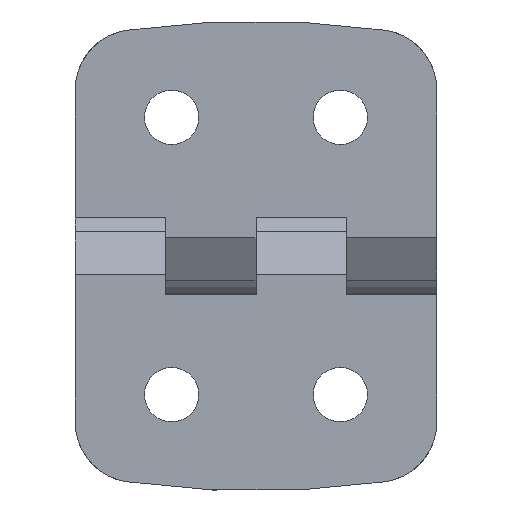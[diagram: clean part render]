
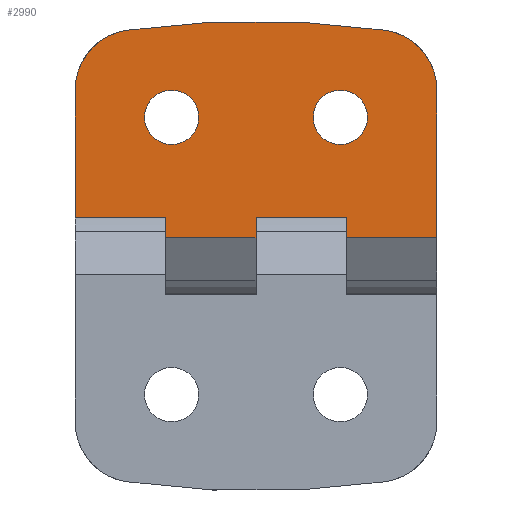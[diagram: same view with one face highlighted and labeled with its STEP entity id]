
A CAD part, left-side view. The second image highlights one B-rep face of the part: STEP entity #2990.
In plain terms, the highlighted planar face has unit normal (-1, 0, 0).
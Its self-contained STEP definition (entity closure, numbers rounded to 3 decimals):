
#1561=CIRCLE('',#2840,5.);
#1562=CIRCLE('',#2841,75.);
#1563=CIRCLE('',#2842,5.);
#1564=CIRCLE('',#2843,2.25);
#1565=CIRCLE('',#2844,2.25);
#1609=ORIENTED_EDGE('',*,*,#2175,.F.);
#1610=ORIENTED_EDGE('',*,*,#2176,.T.);
#1611=ORIENTED_EDGE('',*,*,#2177,.F.);
#1612=ORIENTED_EDGE('',*,*,#2178,.F.);
#1613=ORIENTED_EDGE('',*,*,#2179,.F.);
#1614=ORIENTED_EDGE('',*,*,#2180,.T.);
#1615=ORIENTED_EDGE('',*,*,#2181,.F.);
#1616=ORIENTED_EDGE('',*,*,#2182,.F.);
#1617=ORIENTED_EDGE('',*,*,#2183,.F.);
#1618=ORIENTED_EDGE('',*,*,#2184,.F.);
#1619=ORIENTED_EDGE('',*,*,#2185,.F.);
#1620=ORIENTED_EDGE('',*,*,#2186,.F.);
#1621=ORIENTED_EDGE('',*,*,#2187,.F.);
#1622=ORIENTED_EDGE('',*,*,#2188,.F.);
#1901=VECTOR('',#2515,1.);
#1902=VECTOR('',#2516,1.);
#1903=VECTOR('',#2523,1.);
#1904=VECTOR('',#2524,1.);
#1905=VECTOR('',#2525,1.);
#1906=VECTOR('',#2526,1.);
#1907=VECTOR('',#2527,1.);
#1908=VECTOR('',#2528,1.);
#1909=VECTOR('',#2529,1.);
#1985=LINE('',#3065,#1901);
#1986=LINE('',#3067,#1902);
#1987=LINE('',#3075,#1903);
#1988=LINE('',#3077,#1904);
#1989=LINE('',#3079,#1905);
#1990=LINE('',#3081,#1906);
#1991=LINE('',#3083,#1907);
#1992=LINE('',#3085,#1908);
#1993=LINE('',#3086,#1909);
#2069=VERTEX_POINT('',#3063);
#2070=VERTEX_POINT('',#3064);
#2071=VERTEX_POINT('',#3066);
#2072=VERTEX_POINT('',#3068);
#2073=VERTEX_POINT('',#3070);
#2074=VERTEX_POINT('',#3072);
#2075=VERTEX_POINT('',#3074);
#2076=VERTEX_POINT('',#3076);
#2077=VERTEX_POINT('',#3078);
#2078=VERTEX_POINT('',#3080);
#2079=VERTEX_POINT('',#3082);
#2080=VERTEX_POINT('',#3084);
#2081=VERTEX_POINT('',#3087);
#2082=VERTEX_POINT('',#3089);
#2175=EDGE_CURVE('',#2069,#2070,#1985,.T.);
#2176=EDGE_CURVE('',#2069,#2071,#1986,.T.);
#2177=EDGE_CURVE('',#2072,#2071,#1561,.T.);
#2178=EDGE_CURVE('',#2073,#2072,#1562,.T.);
#2179=EDGE_CURVE('',#2074,#2073,#1563,.T.);
#2180=EDGE_CURVE('',#2074,#2075,#1987,.T.);
#2181=EDGE_CURVE('',#2076,#2075,#1988,.T.);
#2182=EDGE_CURVE('',#2077,#2076,#1989,.T.);
#2183=EDGE_CURVE('',#2078,#2077,#1990,.T.);
#2184=EDGE_CURVE('',#2079,#2078,#1991,.T.);
#2185=EDGE_CURVE('',#2080,#2079,#1992,.T.);
#2186=EDGE_CURVE('',#2070,#2080,#1993,.T.);
#2187=EDGE_CURVE('',#2081,#2081,#1564,.T.);
#2188=EDGE_CURVE('',#2082,#2082,#1565,.T.);
#2321=EDGE_LOOP('',(#1609,#1610,#1611,#1612,#1613,#1614,#1615,#1616,#1617,
#1618,#1619,#1620));
#2322=EDGE_LOOP('',(#1621));
#2323=EDGE_LOOP('',(#1622));
#2417=FACE_BOUND('',#2321,.T.);
#2418=FACE_BOUND('',#2322,.T.);
#2419=FACE_BOUND('',#2323,.T.);
#2513=DIRECTION('',(-1.,0.,0.));
#2514=DIRECTION('',(0.,1.,0.));
#2515=DIRECTION('',(0.,0.,7.5));
#2516=DIRECTION('',(0.,-12.256,0.));
#2517=DIRECTION('',(1.,0.,0.));
#2518=DIRECTION('',(0.,-4.949,-0.714));
#2519=DIRECTION('',(1.,0.,0.));
#2520=DIRECTION('',(0.,-74.231,10.714));
#2521=DIRECTION('',(1.,0.,0.));
#2522=DIRECTION('',(0.,0.,5.));
#2523=DIRECTION('',(0.,10.582,0.));
#2524=DIRECTION('',(0.,0.,7.5));
#2525=DIRECTION('',(0.,-1.674,0.));
#2526=DIRECTION('',(0.,0.,7.5));
#2527=DIRECTION('',(0.,1.674,0.));
#2528=DIRECTION('',(0.,0.,7.5));
#2529=DIRECTION('',(0.,-1.674,0.));
#2530=DIRECTION('',(-1.,0.,0.));
#2531=DIRECTION('',(0.,0.,2.25));
#2532=DIRECTION('',(-1.,0.,0.));
#2533=DIRECTION('',(0.,0.,2.25));
#2839=AXIS2_PLACEMENT_3D('',#3062,#2513,#2514);
#2840=AXIS2_PLACEMENT_3D('',#3069,#2517,#2518);
#2841=AXIS2_PLACEMENT_3D('',#3071,#2519,#2520);
#2842=AXIS2_PLACEMENT_3D('',#3073,#2521,#2522);
#2843=AXIS2_PLACEMENT_3D('',#3088,#2530,#2531);
#2844=AXIS2_PLACEMENT_3D('',#3090,#2532,#2533);
#2960=PLANE('',#2839);
#2990=ADVANCED_FACE('',(#2417,#2418,#2419),#2960,.T.);
#3062=CARTESIAN_POINT('',(0.,-1.7,0.));
#3063=CARTESIAN_POINT('',(0.,-1.526,-15.));
#3064=CARTESIAN_POINT('',(0.,-1.526,-7.5));
#3065=CARTESIAN_POINT('',(0.,-1.526,-15.));
#3066=CARTESIAN_POINT('',(0.,-13.782,-15.));
#3067=CARTESIAN_POINT('',(0.,-1.526,-15.));
#3068=CARTESIAN_POINT('',(0.,-18.731,-10.714));
#3069=CARTESIAN_POINT('',(0.,-13.782,-10.));
#3070=CARTESIAN_POINT('',(0.,-18.731,10.714));
#3071=CARTESIAN_POINT('',(0.,55.5,0.));
#3072=CARTESIAN_POINT('',(0.,-13.782,15.));
#3073=CARTESIAN_POINT('',(0.,-13.782,10.));
#3074=CARTESIAN_POINT('',(0.,-3.2,15.));
#3075=CARTESIAN_POINT('',(0.,-13.782,15.));
#3076=CARTESIAN_POINT('',(0.,-3.2,7.5));
#3077=CARTESIAN_POINT('',(0.,-3.2,7.5));
#3078=CARTESIAN_POINT('',(0.,-1.526,7.5));
#3079=CARTESIAN_POINT('',(0.,-1.526,7.5));
#3080=CARTESIAN_POINT('',(0.,-1.526,0.));
#3081=CARTESIAN_POINT('',(0.,-1.526,0.));
#3082=CARTESIAN_POINT('',(0.,-3.2,0.));
#3083=CARTESIAN_POINT('',(0.,-3.2,0.));
#3084=CARTESIAN_POINT('',(0.,-3.2,-7.5));
#3085=CARTESIAN_POINT('',(0.,-3.2,-7.5));
#3086=CARTESIAN_POINT('',(0.,-1.526,-7.5));
#3087=CARTESIAN_POINT('',(0.,-11.5,-4.75));
#3088=CARTESIAN_POINT('',(0.,-11.5,-7.));
#3089=CARTESIAN_POINT('',(0.,-11.5,9.25));
#3090=CARTESIAN_POINT('',(0.,-11.5,7.));
